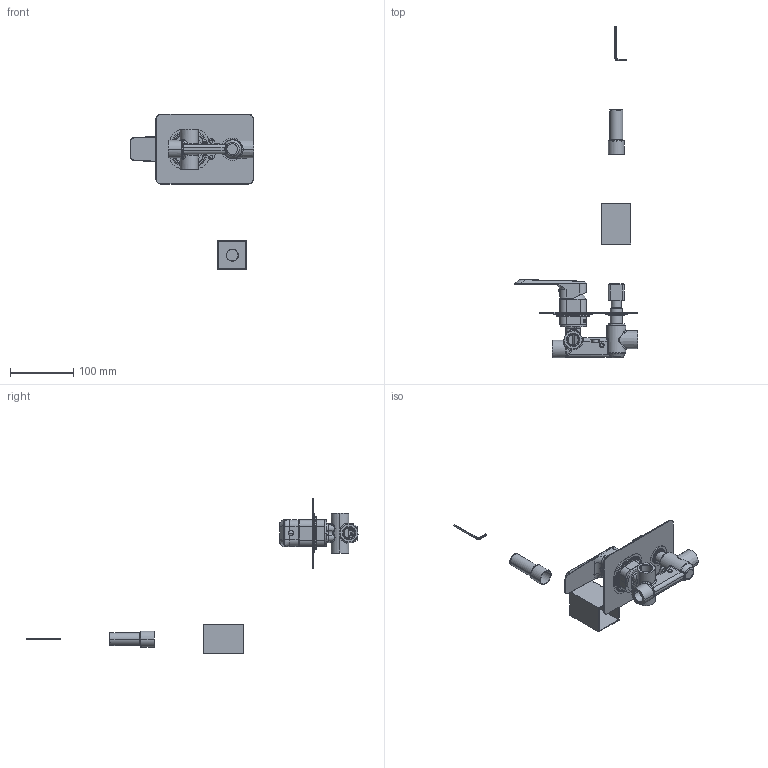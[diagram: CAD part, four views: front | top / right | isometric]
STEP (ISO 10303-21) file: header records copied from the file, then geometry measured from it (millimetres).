
FILE_DESCRIPTION((''),'2;1');
FILE_NAME('VFB248246-JO_ASM','2022-03-14T',('fth20'),(''),'CREO PARAMETRIC BY PTC INC, 2015480','CREO PARAMETRIC BY PTC INC, 2015480','');
FILE_SCHEMA(('CONFIG_CONTROL_DESIGN'));
Products named in the file (31): 80T34040B; 81T34177; J10350SD01; 8YG16045; 8J22X2A; 82J24182G; 8J16X2A; 81J24182; 8J103X16A; 8XJ102X45X35A; 83J24182; 8XJ15X5X5A; 8TH24182; 81PJS0201; 81D24398; 81T24398; 8EM5X5; 7ZG16363; 80P35VFB2; 8CM5X7; 80N81050; 80W248246; 80W34456; 81W24182; 8MB248246_ASM; 8XJ34456; 8J24X27; 8HT14364; 8HT24182; 8BS25; VFB248246-JO_ASM
Assembly tree (31 placements, depth 3):
  VFB248246-JO_ASM
    80T34040B
    81T34177
    J10350SD01
    8YG16045
    8J22X2A
    82J24182G
    8J16X2A  x2
    81J24182
    8J103X16A
    8XJ102X45X35A
    83J24182
    8XJ15X5X5A
    8TH24182
    81PJS0201
    81D24398
    81T24398
    8EM5X5
    7ZG16363
    80P35VFB2
    8CM5X7
    80N81050
    8MB248246_ASM
      80W248246
      80W34456
      81W24182
    8XJ34456
    8J24X27
    8HT14364
    8HT24182
    8BS25
Bounding box: 195.11 x 523.1 x 245.1 mm (x, y, z)
Volume: 227378.2 mm3; surface area: 197460.8 mm2
Topology: 35 solids, 35 shells, 1585 faces, 3863 edges, 2388 vertices
Faces by surface type: plane 591, cylinder 498, cone 182, torus 178, bspline 134, sphere 2
Entity records: 60922 total; most frequent: CARTESIAN_POINT 23478, DIRECTION 7862, ORIENTED_EDGE 7678, EDGE_CURVE 3839, AXIS2_PLACEMENT_3D 3075, VERTEX_POINT 2381, EDGE_LOOP 1726, VECTOR 1712
